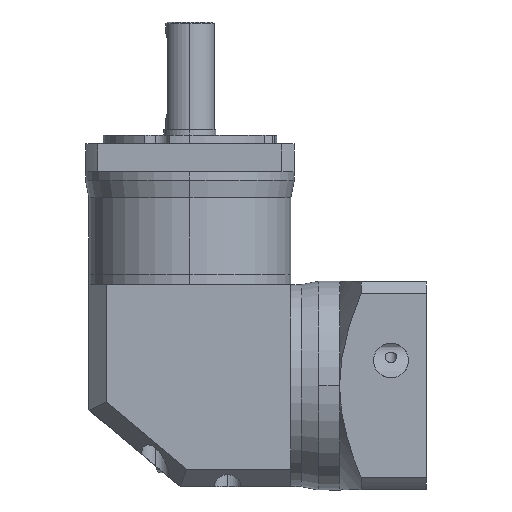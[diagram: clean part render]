
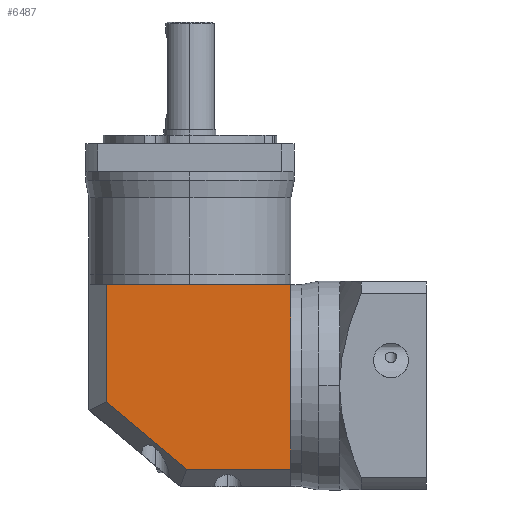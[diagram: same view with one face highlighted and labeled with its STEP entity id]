
A CAD part, left-side view. The second image highlights one B-rep face of the part: STEP entity #6487.
In plain terms, the highlighted face is planar.
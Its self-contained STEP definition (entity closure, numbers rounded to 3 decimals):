
#135 = DIRECTION ( 'NONE',  ( 0., -0.766, 0.643 ) ) ;
#194 = EDGE_CURVE ( 'NONE', #8720, #9630, #3487, .T. ) ;
#389 = CARTESIAN_POINT ( 'NONE',  ( 29., -24., -58. ) ) ;
#407 = PLANE ( 'NONE',  #5095 ) ;
#420 = LINE ( 'NONE', #9665, #7009 ) ;
#746 = VECTOR ( 'NONE', #14134, 1000. ) ;
#852 = ORIENTED_EDGE ( 'NONE', *, *, #9708, .T. ) ;
#950 = CARTESIAN_POINT ( 'NONE',  ( 29., -0.962, -53. ) ) ;
#1385 = CARTESIAN_POINT ( 'NONE',  ( 29., 29., 0. ) ) ;
#1439 = ORIENTED_EDGE ( 'NONE', *, *, #194, .T. ) ;
#1748 = DIRECTION ( 'NONE',  ( 0., 0., 1. ) ) ;
#1849 = CARTESIAN_POINT ( 'NONE',  ( 29., -24., -33.668 ) ) ;
#2137 = ORIENTED_EDGE ( 'NONE', *, *, #13784, .F. ) ;
#2305 = LINE ( 'NONE', #12474, #12801 ) ;
#2984 = VERTEX_POINT ( 'NONE', #9674 ) ;
#3236 = CARTESIAN_POINT ( 'NONE',  ( 29., 0., 0. ) ) ;
#3478 = ORIENTED_EDGE ( 'NONE', *, *, #6259, .F. ) ;
#3487 = LINE ( 'NONE', #389, #11689 ) ;
#3718 = VERTEX_POINT ( 'NONE', #950 ) ;
#3850 = CARTESIAN_POINT ( 'NONE',  ( 29., 29., -58. ) ) ;
#3919 = CARTESIAN_POINT ( 'NONE',  ( 29., 29., -58. ) ) ;
#3994 = VECTOR ( 'NONE', #13063, 1000. ) ;
#4073 = VERTEX_POINT ( 'NONE', #1385 ) ;
#4220 = EDGE_CURVE ( 'NONE', #10394, #3718, #13743, .T. ) ;
#4453 = VECTOR ( 'NONE', #9307, 1000. ) ;
#5095 = AXIS2_PLACEMENT_3D ( 'NONE', #3919, #10548, #6123 ) ;
#5262 = EDGE_CURVE ( 'NONE', #4073, #10057, #8551, .T. ) ;
#5727 = CARTESIAN_POINT ( 'NONE',  ( 29., -24., 0. ) ) ;
#6123 = DIRECTION ( 'NONE',  ( 0., 0., 1. ) ) ;
#6150 = DIRECTION ( 'NONE',  ( 0., 0., -1. ) ) ;
#6151 = LINE ( 'NONE', #3850, #3994 ) ;
#6259 = EDGE_CURVE ( 'NONE', #3718, #9630, #2305, .T. ) ;
#6487 = ADVANCED_FACE ( 'NONE', ( #8698 ), #407, .F. ) ;
#7009 = VECTOR ( 'NONE', #1748, 1000. ) ;
#7131 = EDGE_CURVE ( 'NONE', #10057, #8720, #10463, .T. ) ;
#7413 = CARTESIAN_POINT ( 'NONE',  ( 29., 0., 0. ) ) ;
#7499 = EDGE_LOOP ( 'NONE', ( #13947, #852, #2137, #13536, #11073, #1439, #3478 ) ) ;
#8551 = LINE ( 'NONE', #9499, #4453 ) ;
#8554 = CARTESIAN_POINT ( 'NONE',  ( 29., 29., -53. ) ) ;
#8587 = CARTESIAN_POINT ( 'NONE',  ( 29., 0., -53. ) ) ;
#8698 = FACE_OUTER_BOUND ( 'NONE', #7499, .T. ) ;
#8702 = DIRECTION ( 'NONE',  ( 0., -1., 0. ) ) ;
#8720 = VERTEX_POINT ( 'NONE', #5727 ) ;
#8878 = VECTOR ( 'NONE', #8702, 1000. ) ;
#9307 = DIRECTION ( 'NONE',  ( 0., -1., 0. ) ) ;
#9499 = CARTESIAN_POINT ( 'NONE',  ( 29., 0., 0. ) ) ;
#9630 = VERTEX_POINT ( 'NONE', #1849 ) ;
#9665 = CARTESIAN_POINT ( 'NONE',  ( 29., 29., -58. ) ) ;
#9674 = CARTESIAN_POINT ( 'NONE',  ( 29., 29., -29. ) ) ;
#9708 = EDGE_CURVE ( 'NONE', #10394, #2984, #420, .T. ) ;
#10057 = VERTEX_POINT ( 'NONE', #3236 ) ;
#10394 = VERTEX_POINT ( 'NONE', #8554 ) ;
#10463 = LINE ( 'NONE', #7413, #8878 ) ;
#10548 = DIRECTION ( 'NONE',  ( -1., 0., 0. ) ) ;
#11073 = ORIENTED_EDGE ( 'NONE', *, *, #7131, .T. ) ;
#11689 = VECTOR ( 'NONE', #6150, 1000. ) ;
#12474 = CARTESIAN_POINT ( 'NONE',  ( 29., -0.962, -53. ) ) ;
#12801 = VECTOR ( 'NONE', #135, 1000. ) ;
#13063 = DIRECTION ( 'NONE',  ( 0., 0., -1. ) ) ;
#13536 = ORIENTED_EDGE ( 'NONE', *, *, #5262, .T. ) ;
#13743 = LINE ( 'NONE', #8587, #746 ) ;
#13784 = EDGE_CURVE ( 'NONE', #4073, #2984, #6151, .T. ) ;
#13947 = ORIENTED_EDGE ( 'NONE', *, *, #4220, .F. ) ;
#14134 = DIRECTION ( 'NONE',  ( 0., -1., 0. ) ) ;
